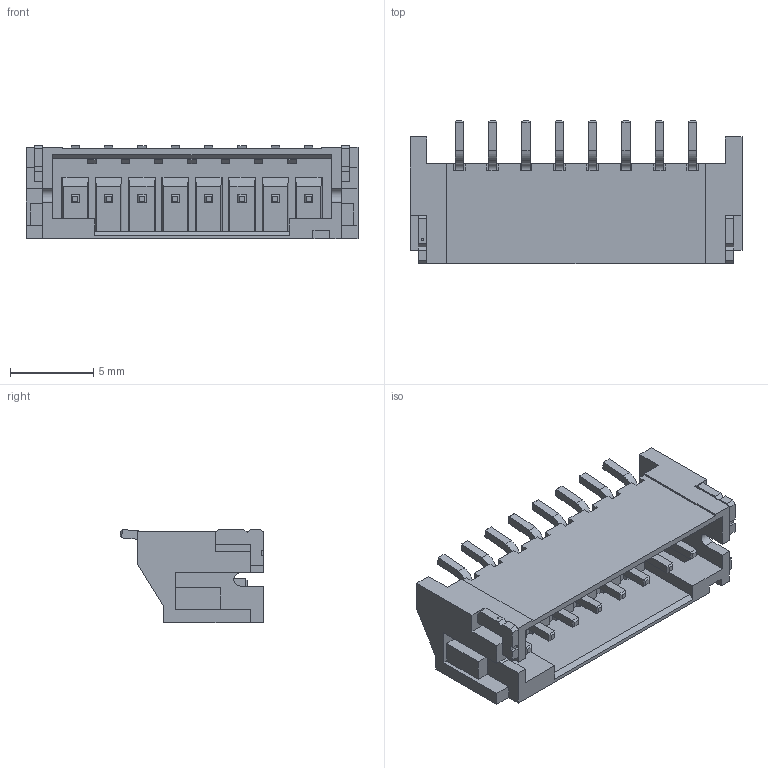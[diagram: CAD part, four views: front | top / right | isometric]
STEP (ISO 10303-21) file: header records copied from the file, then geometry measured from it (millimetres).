
FILE_DESCRIPTION (( 'STEP AP214' ), '1' );
FILE_NAME ('JST-S8B-PH-SM4-TB.STEP', '2020-12-29T19:06:22', ( '' ), ( '' ), 'SwSTEP 2.0', 'SolidWorks 2020', '' );
FILE_SCHEMA (( 'AUTOMOTIVE_DESIGN' ));
Length unit declared in the file: millimetre
Products named in the file (1): JST-S8B-PH-SM4-TB
Bounding box: 19.9 x 8.61 x 5.61 mm (x, y, z)
Volume: 347.1 mm3; surface area: 935.3 mm2
Topology: 3 solids, 3 shells, 444 faces, 1127 edges, 702 vertices
Faces by surface type: plane 392, bspline 40, cylinder 12
Entity records: 19022 total; most frequent: CARTESIAN_POINT 3546, ORIENTED_EDGE 2254, DIRECTION 2009, EDGE_CURVE 1127, VECTOR 1055, LINE 1055, VERTEX_POINT 702, AXIS2_PLACEMENT_3D 477
